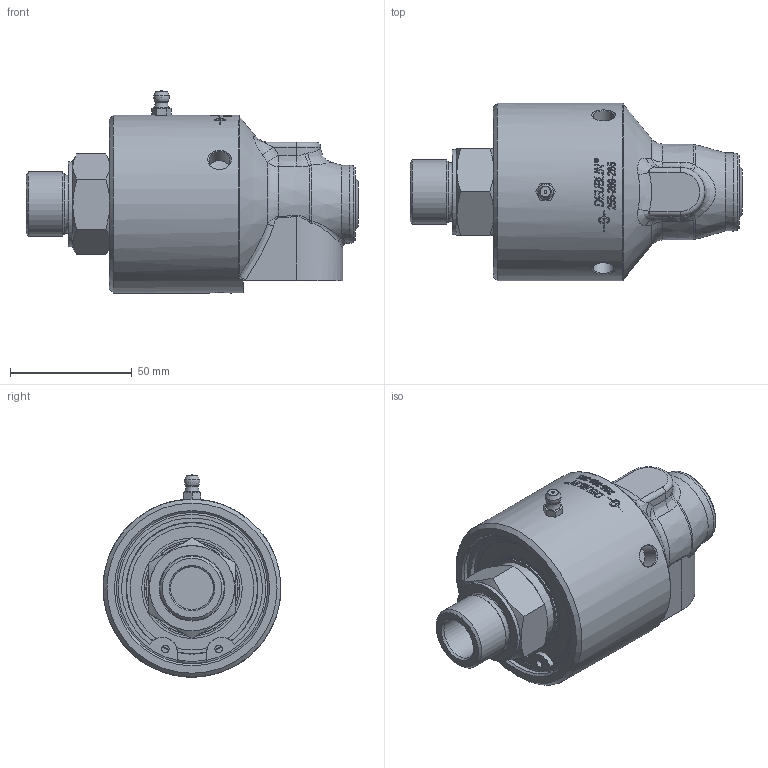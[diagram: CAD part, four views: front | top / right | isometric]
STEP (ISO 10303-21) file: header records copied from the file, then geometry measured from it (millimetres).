
FILE_DESCRIPTION(/* description */ (''),/* implementation_level */ '2;1');
FILE_NAME(/* name */ '255-269-285-IC.stp',/* time_stamp */ '2020-05-19T14:07:46-05:00',/* author */ ('GALINDOLM'),/* organization */ (''),/* preprocessor_version */ 'ST-DEVELOPER v18',/* originating_system */ 'Autodesk Inventor 2020',/* authorisation */ '');
FILE_SCHEMA (('AP203_CONFIGURATION_CONTROLLED_3D_DESIGN_OF_MECHANICAL_PARTS_AND_ASSEMBLIES_MIM_LF { 1 0 10303 203 3 1 4 }','AUTOMOTIVE_DESIGN { 1 0 10303 214 3 1 1 }'));
Length unit declared in the file: millimetre
Products named in the file (1): 255-269-285-IC
Bounding box: 136.19 x 73 x 82.99 mm (x, y, z)
Volume: 305776.6 mm3; surface area: 44364.4 mm2
Topology: 2 solids, 5 shells, 490 faces, 1271 edges, 842 vertices
Faces by surface type: plane 199, bspline 163, cylinder 79, cone 27, torus 18, sphere 4
Full cylindrical faces by diameter (mm): 3 x1, 3.12 x2, 5.359 x1, 8.6 x3, 17.5 x1, 24.117 x1, 26.441 x1, 27 x1, 29.3 x1, 30 x1, 32 x1, 34.9 x1, 35 x1, 39.055 x1, 41.2 x1, 50.7 x1, 53.7 x1, 54.1 x1, 62 x1, 62.05 x1, 66.9 x1, 73 x1
Entity records: 21135 total; most frequent: CARTESIAN_POINT 9605, ORIENTED_EDGE 2540, DIRECTION 2003, EDGE_CURVE 1270, VERTEX_POINT 842, AXIS2_PLACEMENT_3D 786, EDGE_LOOP 549, FACE_OUTER_BOUND 490
